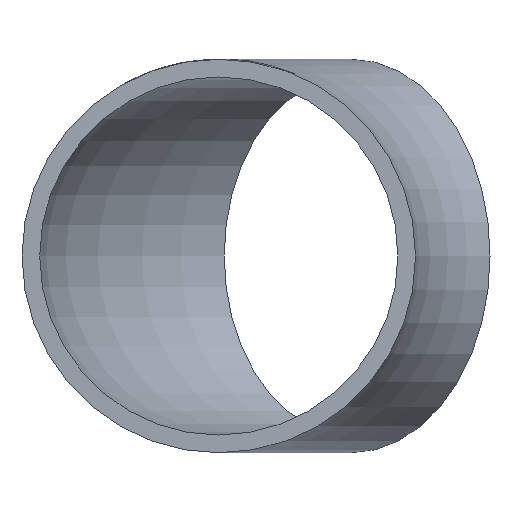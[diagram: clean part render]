
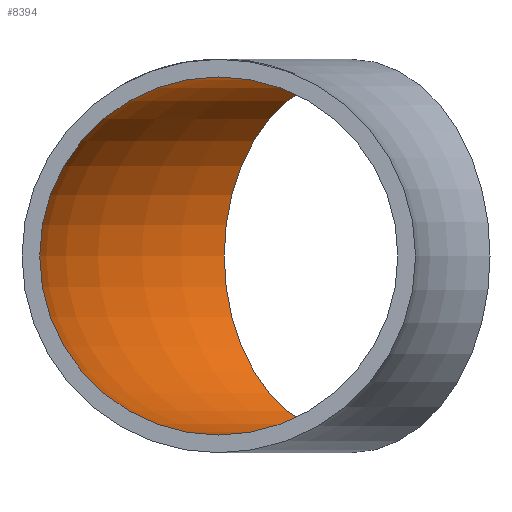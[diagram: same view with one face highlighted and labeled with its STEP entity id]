
A CAD part, front view. The second image highlights one B-rep face of the part: STEP entity #8394.
In plain terms, the highlighted toroidal (fillet/blend) face has major radius 51 mm and minor radius 20.25 mm.
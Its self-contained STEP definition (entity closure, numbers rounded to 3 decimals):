
#4 = DIRECTION ( 'NONE',  ( 0., 0., 1. ) ) ;
#73 = CARTESIAN_POINT ( 'NONE',  ( -51., 0., 0. ) ) ;
#299 = AXIS2_PLACEMENT_3D ( 'NONE', #73, #9642, #4 ) ;
#877 = EDGE_CURVE ( 'NONE', #2411, #2411, #3265, .T. ) ;
#1079 = EDGE_CURVE ( 'NONE', #10999, #10999, #5309, .T. ) ;
#2108 = ORIENTED_EDGE ( 'NONE', *, *, #1079, .F. ) ;
#2411 = VERTEX_POINT ( 'NONE', #9177 ) ;
#2970 = DIRECTION ( 'NONE',  ( 0., 0., -1. ) ) ;
#3265 = CIRCLE ( 'NONE', #10299, 20.25 ) ;
#5010 = CARTESIAN_POINT ( 'NONE',  ( 0., 0., 0. ) ) ;
#5309 = CIRCLE ( 'NONE', #299, 20.25 ) ;
#8028 = CARTESIAN_POINT ( 'NONE',  ( -36.062, 36.062, 0. ) ) ;
#8394 = ADVANCED_FACE ( 'NONE', ( #11520, #12740 ), #11860, .F. ) ;
#8449 = AXIS2_PLACEMENT_3D ( 'NONE', #5010, #2970, #12675 ) ;
#8724 = EDGE_LOOP ( 'NONE', ( #2108 ) ) ;
#9177 = CARTESIAN_POINT ( 'NONE',  ( -50.381, 50.381, 0. ) ) ;
#9580 = ORIENTED_EDGE ( 'NONE', *, *, #877, .T. ) ;
#9642 = DIRECTION ( 'NONE',  ( 0., 1., 0. ) ) ;
#10228 = DIRECTION ( 'NONE',  ( -0.707, 0.707, 0. ) ) ;
#10299 = AXIS2_PLACEMENT_3D ( 'NONE', #8028, #12316, #10228 ) ;
#10999 = VERTEX_POINT ( 'NONE', #12305 ) ;
#11516 = EDGE_LOOP ( 'NONE', ( #9580 ) ) ;
#11520 = FACE_OUTER_BOUND ( 'NONE', #11516, .T. ) ;
#11860 = TOROIDAL_SURFACE ( 'NONE', #8449, 51., 20.25 ) ;
#12305 = CARTESIAN_POINT ( 'NONE',  ( -51., 0., 20.25 ) ) ;
#12316 = DIRECTION ( 'NONE',  ( 0.707, 0.707, 0. ) ) ;
#12675 = DIRECTION ( 'NONE',  ( -1., 0., 0. ) ) ;
#12740 = FACE_OUTER_BOUND ( 'NONE', #8724, .T. ) ;
